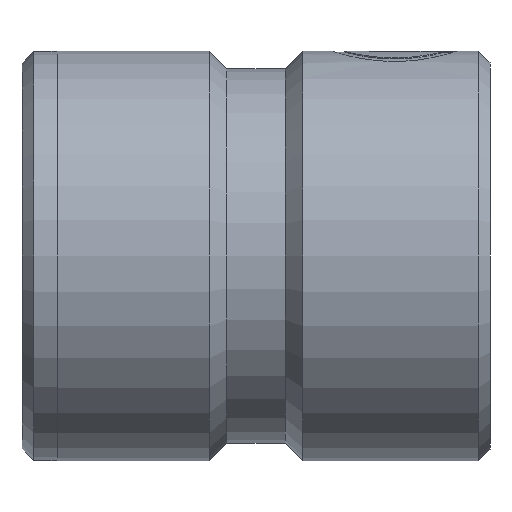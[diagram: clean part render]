
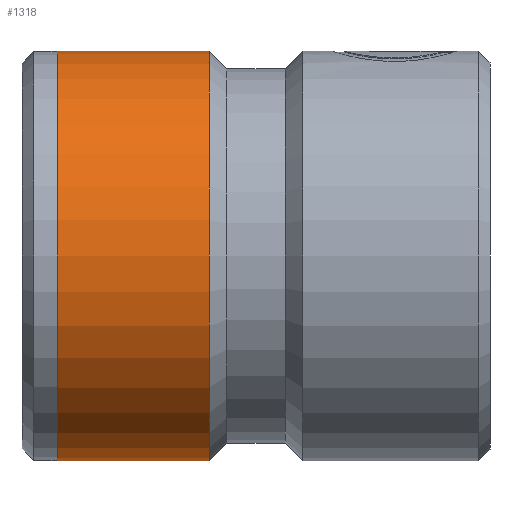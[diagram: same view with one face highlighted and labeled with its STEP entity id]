
A CAD part, left-side view. The second image highlights one B-rep face of the part: STEP entity #1318.
In plain terms, the highlighted cylindrical face has radius 17.5 mm (diameter 35 mm), a partial arc.
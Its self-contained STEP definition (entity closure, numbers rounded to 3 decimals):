
#28 = CARTESIAN_POINT ( 'NONE',  ( 0., 0., 17.5 ) ) ;
#29 = CIRCLE ( 'NONE', #107, 17.5 ) ;
#68 = EDGE_CURVE ( 'NONE', #698, #350, #110, .T. ) ;
#75 = VECTOR ( 'NONE', #272, 1000. ) ;
#95 = DIRECTION ( 'NONE',  ( 0., -1., 0. ) ) ;
#107 = AXIS2_PLACEMENT_3D ( 'NONE', #1081, #335, #1217 ) ;
#110 = LINE ( 'NONE', #28, #75 ) ;
#166 = CYLINDRICAL_SURFACE ( 'NONE', #1203, 17.5 ) ;
#168 = DIRECTION ( 'NONE',  ( 0., -1., 0. ) ) ;
#218 = AXIS2_PLACEMENT_3D ( 'NONE', #1174, #418, #1299 ) ;
#272 = DIRECTION ( 'NONE',  ( 0., -1., 0. ) ) ;
#304 = VECTOR ( 'NONE', #168, 1000. ) ;
#321 = EDGE_LOOP ( 'NONE', ( #440, #380, #1170, #468 ) ) ;
#335 = DIRECTION ( 'NONE',  ( 0., -1., 0. ) ) ;
#350 = VERTEX_POINT ( 'NONE', #1539 ) ;
#380 = ORIENTED_EDGE ( 'NONE', *, *, #1156, .T. ) ;
#418 = DIRECTION ( 'NONE',  ( 0., -1., 0. ) ) ;
#440 = ORIENTED_EDGE ( 'NONE', *, *, #68, .F. ) ;
#464 = CARTESIAN_POINT ( 'NONE',  ( 0., 0., 0. ) ) ;
#468 = ORIENTED_EDGE ( 'NONE', *, *, #823, .F. ) ;
#479 = EDGE_CURVE ( 'NONE', #843, #938, #932, .T. ) ;
#698 = VERTEX_POINT ( 'NONE', #795 ) ;
#710 = DIRECTION ( 'NONE',  ( 0., 0., -1. ) ) ;
#795 = CARTESIAN_POINT ( 'NONE',  ( 0., 37., 17.5 ) ) ;
#823 = EDGE_CURVE ( 'NONE', #350, #938, #858, .T. ) ;
#843 = VERTEX_POINT ( 'NONE', #1035 ) ;
#858 = CIRCLE ( 'NONE', #218, 17.5 ) ;
#932 = LINE ( 'NONE', #1555, #304 ) ;
#938 = VERTEX_POINT ( 'NONE', #1503 ) ;
#1035 = CARTESIAN_POINT ( 'NONE',  ( 0., 37., -17.5 ) ) ;
#1081 = CARTESIAN_POINT ( 'NONE',  ( 0., 37., 0. ) ) ;
#1156 = EDGE_CURVE ( 'NONE', #698, #843, #29, .T. ) ;
#1165 = FACE_OUTER_BOUND ( 'NONE', #321, .T. ) ;
#1170 = ORIENTED_EDGE ( 'NONE', *, *, #479, .T. ) ;
#1174 = CARTESIAN_POINT ( 'NONE',  ( 0., 24., 0. ) ) ;
#1203 = AXIS2_PLACEMENT_3D ( 'NONE', #464, #95, #710 ) ;
#1217 = DIRECTION ( 'NONE',  ( 0., 0., -1. ) ) ;
#1299 = DIRECTION ( 'NONE',  ( 0., 0., -1. ) ) ;
#1318 = ADVANCED_FACE ( 'NONE', ( #1165 ), #166, .T. ) ;
#1503 = CARTESIAN_POINT ( 'NONE',  ( 0., 24., -17.5 ) ) ;
#1539 = CARTESIAN_POINT ( 'NONE',  ( 0., 24., 17.5 ) ) ;
#1555 = CARTESIAN_POINT ( 'NONE',  ( 0., 0., -17.5 ) ) ;
